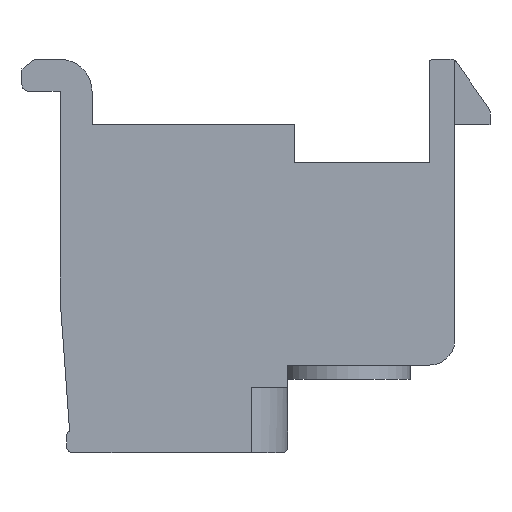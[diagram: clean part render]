
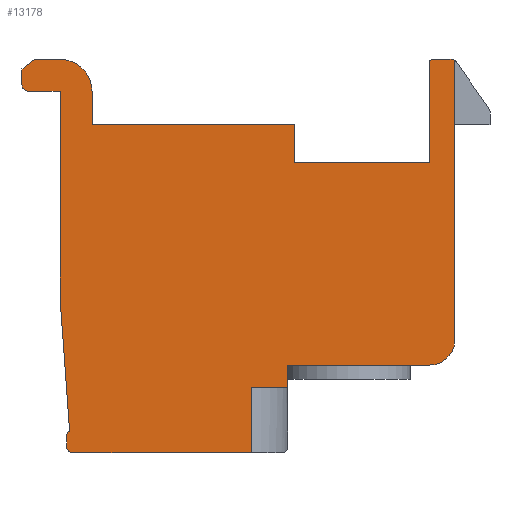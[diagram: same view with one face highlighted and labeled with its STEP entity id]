
A CAD part, front view. The second image highlights one B-rep face of the part: STEP entity #13178.
In plain terms, the highlighted planar face has unit normal (0, -1, 0).
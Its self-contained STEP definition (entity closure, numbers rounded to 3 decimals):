
#1=CARTESIAN_POINT('',(5.45,0.,-2.625));
#2=DIRECTION('',(0.,1.,0.));
#3=DIRECTION('',(1.,0.,0.));
#4=AXIS2_PLACEMENT_3D('',#1,#2,#3);
#6=DIRECTION('',(-1.,0.,0.));
#7=VECTOR('',#6,4.45);
#8=CARTESIAN_POINT('',(5.45,0.,-3.425));
#9=LINE('',#8,#7);
#10=DIRECTION('',(0.,0.,-1.));
#11=VECTOR('',#10,0.7);
#12=CARTESIAN_POINT('',(1.,0.,-3.425));
#13=LINE('',#12,#11);
#14=DIRECTION('',(1.,0.,0.));
#15=VECTOR('',#14,1.15);
#16=CARTESIAN_POINT('',(-0.15,0.,-4.125));
#17=LINE('',#16,#15);
#18=DIRECTION('',(0.,0.,1.));
#19=VECTOR('',#18,2.05);
#20=CARTESIAN_POINT('',(-0.15,0.,-6.175));
#21=LINE('',#20,#19);
#22=DIRECTION('',(-1.,0.,0.));
#23=VECTOR('',#22,5.6);
#24=CARTESIAN_POINT('',(-0.15,0.,-6.175));
#25=LINE('',#24,#23);
#26=CARTESIAN_POINT('',(-5.75,0.,-5.975));
#27=DIRECTION('',(0.,1.,0.));
#28=DIRECTION('',(0.,0.,-1.));
#29=AXIS2_PLACEMENT_3D('',#26,#27,#28);
#31=DIRECTION('',(0.,0.,1.));
#32=VECTOR('',#31,0.3);
#33=CARTESIAN_POINT('',(-5.95,0.,-5.975));
#34=LINE('',#33,#32);
#35=CARTESIAN_POINT('',(-5.75,0.,-5.675));
#36=DIRECTION('',(0.,1.,0.));
#37=DIRECTION('',(-1.,0.,0.));
#38=AXIS2_PLACEMENT_3D('',#35,#36,#37);
#40=DIRECTION('',(-0.072,0.,0.997));
#41=VECTOR('',#40,4.13);
#42=CARTESIAN_POINT('',(-5.854,0.,-5.504));
#43=LINE('',#42,#41);
#44=DIRECTION('',(0.,0.,1.));
#45=VECTOR('',#44,6.56);
#46=CARTESIAN_POINT('',(-6.15,0.,-1.385));
#47=LINE('',#46,#45);
#48=DIRECTION('',(-1.,0.,0.));
#49=VECTOR('',#48,1.);
#50=CARTESIAN_POINT('',(-6.15,0.,5.175));
#51=LINE('',#50,#49);
#52=CARTESIAN_POINT('',(-7.15,0.,5.375));
#53=DIRECTION('',(0.,1.,0.));
#54=DIRECTION('',(0.,0.,-1.));
#55=AXIS2_PLACEMENT_3D('',#52,#53,#54);
#57=DIRECTION('',(0.,0.,1.));
#58=VECTOR('',#57,0.5);
#59=CARTESIAN_POINT('',(-7.35,0.,5.375));
#60=LINE('',#59,#58);
#61=DIRECTION('',(0.785,0.,0.619));
#62=VECTOR('',#61,0.485);
#63=CARTESIAN_POINT('',(-7.35,0.,5.875));
#64=LINE('',#63,#62);
#65=DIRECTION('',(1.,0.,0.));
#66=VECTOR('',#65,0.819);
#67=CARTESIAN_POINT('',(-6.969,0.,6.175));
#68=LINE('',#67,#66);
#69=CARTESIAN_POINT('',(-6.15,0.,5.175));
#70=DIRECTION('',(0.,1.,0.));
#71=DIRECTION('',(0.,0.,1.));
#72=AXIS2_PLACEMENT_3D('',#69,#70,#71);
#74=DIRECTION('',(0.,0.,-1.));
#75=VECTOR('',#74,1.05);
#76=CARTESIAN_POINT('',(-5.15,0.,5.175));
#77=LINE('',#76,#75);
#78=DIRECTION('',(1.,0.,0.));
#79=VECTOR('',#78,6.35);
#80=CARTESIAN_POINT('',(-5.15,0.,4.125));
#81=LINE('',#80,#79);
#82=DIRECTION('',(0.,0.,-1.));
#83=VECTOR('',#82,1.2);
#84=CARTESIAN_POINT('',(1.2,0.,4.125));
#85=LINE('',#84,#83);
#86=DIRECTION('',(1.,0.,0.));
#87=VECTOR('',#86,4.25);
#88=CARTESIAN_POINT('',(1.2,0.,2.925));
#89=LINE('',#88,#87);
#90=DIRECTION('',(0.,0.,1.));
#91=VECTOR('',#90,3.213);
#92=CARTESIAN_POINT('',(5.45,0.,2.925));
#93=LINE('',#92,#91);
#94=CARTESIAN_POINT('',(5.565,0.,5.975));
#95=DIRECTION('',(0.,1.,0.));
#96=DIRECTION('',(-0.577,0.,0.816));
#97=AXIS2_PLACEMENT_3D('',#94,#95,#96);
#99=DIRECTION('',(1.,0.,0.));
#100=VECTOR('',#99,0.626);
#101=CARTESIAN_POINT('',(5.565,0.,6.175));
#102=LINE('',#101,#100);
#103=CARTESIAN_POINT('',(6.127,0.,5.986));
#104=DIRECTION('',(0.,1.,0.));
#105=DIRECTION('',(0.32,0.,0.947));
#106=AXIS2_PLACEMENT_3D('',#103,#104,#105);
#116=DIRECTION('',(0.,0.,1.));
#117=VECTOR('',#116,8.768);
#118=CARTESIAN_POINT('',(6.25,0.,-2.625));
#119=LINE('',#118,#117);
#10042=CARTESIAN_POINT('',(6.25,0.,-2.625));
#10043=CARTESIAN_POINT('',(5.45,0.,-3.425));
#10044=VERTEX_POINT('',#10042);
#10045=VERTEX_POINT('',#10043);
#10046=CARTESIAN_POINT('',(1.,0.,-3.425));
#10047=VERTEX_POINT('',#10046);
#10048=CARTESIAN_POINT('',(-5.75,0.,-6.175));
#10049=CARTESIAN_POINT('',(-5.95,0.,-5.975));
#10050=VERTEX_POINT('',#10048);
#10051=VERTEX_POINT('',#10049);
#10052=CARTESIAN_POINT('',(-5.95,0.,-5.675));
#10053=VERTEX_POINT('',#10052);
#10054=CARTESIAN_POINT('',(-5.854,0.,-5.504));
#10055=VERTEX_POINT('',#10054);
#10056=CARTESIAN_POINT('',(-6.15,0.,-1.385));
#10057=VERTEX_POINT('',#10056);
#10058=CARTESIAN_POINT('',(-6.15,0.,5.175));
#10059=VERTEX_POINT('',#10058);
#10060=CARTESIAN_POINT('',(-7.15,0.,5.175));
#10061=VERTEX_POINT('',#10060);
#10062=CARTESIAN_POINT('',(-7.35,0.,5.375));
#10063=VERTEX_POINT('',#10062);
#10064=CARTESIAN_POINT('',(-7.35,0.,5.875));
#10065=VERTEX_POINT('',#10064);
#10066=CARTESIAN_POINT('',(-6.969,0.,6.175));
#10067=VERTEX_POINT('',#10066);
#10068=CARTESIAN_POINT('',(-6.15,0.,6.175));
#10069=VERTEX_POINT('',#10068);
#10070=CARTESIAN_POINT('',(-5.15,0.,5.175));
#10071=VERTEX_POINT('',#10070);
#10072=CARTESIAN_POINT('',(-5.15,0.,4.125));
#10073=VERTEX_POINT('',#10072);
#10074=CARTESIAN_POINT('',(1.2,0.,4.125));
#10075=VERTEX_POINT('',#10074);
#10076=CARTESIAN_POINT('',(1.2,0.,2.925));
#10077=VERTEX_POINT('',#10076);
#10078=CARTESIAN_POINT('',(5.45,0.,2.925));
#10079=VERTEX_POINT('',#10078);
#10080=CARTESIAN_POINT('',(5.45,0.,6.138));
#10081=VERTEX_POINT('',#10080);
#10082=CARTESIAN_POINT('',(5.565,0.,6.175));
#10083=VERTEX_POINT('',#10082);
#10084=CARTESIAN_POINT('',(6.191,0.,6.175));
#10085=VERTEX_POINT('',#10084);
#10686=CARTESIAN_POINT('',(-0.15,0.,-6.175));
#10687=CARTESIAN_POINT('',(-0.15,0.,-4.125));
#10688=VERTEX_POINT('',#10686);
#10689=VERTEX_POINT('',#10687);
#10690=CARTESIAN_POINT('',(1.,0.,-4.125));
#10691=VERTEX_POINT('',#10690);
#10710=CARTESIAN_POINT('',(6.25,0.,6.143));
#10712=VERTEX_POINT('',#10710);
#13119=CARTESIAN_POINT('',(0.,0.,0.));
#13120=DIRECTION('',(0.,1.,0.));
#13121=DIRECTION('',(1.,0.,0.));
#13122=AXIS2_PLACEMENT_3D('',#13119,#13120,#13121);
#13123=PLANE('',#13122);
#13125=ORIENTED_EDGE('',*,*,#13124,.F.);
#13127=ORIENTED_EDGE('',*,*,#13126,.T.);
#13129=ORIENTED_EDGE('',*,*,#13128,.T.);
#13131=ORIENTED_EDGE('',*,*,#13130,.T.);
#13133=ORIENTED_EDGE('',*,*,#13132,.F.);
#13135=ORIENTED_EDGE('',*,*,#13134,.F.);
#13137=ORIENTED_EDGE('',*,*,#13136,.T.);
#13139=ORIENTED_EDGE('',*,*,#13138,.T.);
#13141=ORIENTED_EDGE('',*,*,#13140,.T.);
#13143=ORIENTED_EDGE('',*,*,#13142,.T.);
#13145=ORIENTED_EDGE('',*,*,#13144,.T.);
#13147=ORIENTED_EDGE('',*,*,#13146,.T.);
#13149=ORIENTED_EDGE('',*,*,#13148,.T.);
#13151=ORIENTED_EDGE('',*,*,#13150,.T.);
#13153=ORIENTED_EDGE('',*,*,#13152,.T.);
#13155=ORIENTED_EDGE('',*,*,#13154,.T.);
#13157=ORIENTED_EDGE('',*,*,#13156,.T.);
#13159=ORIENTED_EDGE('',*,*,#13158,.T.);
#13161=ORIENTED_EDGE('',*,*,#13160,.T.);
#13163=ORIENTED_EDGE('',*,*,#13162,.T.);
#13165=ORIENTED_EDGE('',*,*,#13164,.T.);
#13167=ORIENTED_EDGE('',*,*,#13166,.T.);
#13169=ORIENTED_EDGE('',*,*,#13168,.T.);
#13171=ORIENTED_EDGE('',*,*,#13170,.T.);
#13173=ORIENTED_EDGE('',*,*,#13172,.T.);
#13175=ORIENTED_EDGE('',*,*,#13174,.T.);
#13176=EDGE_LOOP('',(#13125,#13127,#13129,#13131,#13133,#13135,#13137,#13139,
#13141,#13143,#13145,#13147,#13149,#13151,#13153,#13155,#13157,#13159,#13161,
#13163,#13165,#13167,#13169,#13171,#13173,#13175));
#13177=FACE_OUTER_BOUND('',#13176,.F.);
#13178=ADVANCED_FACE('',(#13177),#13123,.F.);
#5=CIRCLE('',#4,0.8);
#30=CIRCLE('',#29,0.2);
#39=CIRCLE('',#38,0.2);
#56=CIRCLE('',#55,0.2);
#73=CIRCLE('',#72,1.);
#98=CIRCLE('',#97,0.2);
#107=CIRCLE('',#106,0.2);
#13124=EDGE_CURVE('',#10044,#10712,#119,.T.);
#13126=EDGE_CURVE('',#10044,#10045,#5,.T.);
#13128=EDGE_CURVE('',#10045,#10047,#9,.T.);
#13130=EDGE_CURVE('',#10047,#10691,#13,.T.);
#13132=EDGE_CURVE('',#10689,#10691,#17,.T.);
#13134=EDGE_CURVE('',#10688,#10689,#21,.T.);
#13136=EDGE_CURVE('',#10688,#10050,#25,.T.);
#13138=EDGE_CURVE('',#10050,#10051,#30,.T.);
#13140=EDGE_CURVE('',#10051,#10053,#34,.T.);
#13142=EDGE_CURVE('',#10053,#10055,#39,.T.);
#13144=EDGE_CURVE('',#10055,#10057,#43,.T.);
#13146=EDGE_CURVE('',#10057,#10059,#47,.T.);
#13148=EDGE_CURVE('',#10059,#10061,#51,.T.);
#13150=EDGE_CURVE('',#10061,#10063,#56,.T.);
#13152=EDGE_CURVE('',#10063,#10065,#60,.T.);
#13154=EDGE_CURVE('',#10065,#10067,#64,.T.);
#13156=EDGE_CURVE('',#10067,#10069,#68,.T.);
#13158=EDGE_CURVE('',#10069,#10071,#73,.T.);
#13160=EDGE_CURVE('',#10071,#10073,#77,.T.);
#13162=EDGE_CURVE('',#10073,#10075,#81,.T.);
#13164=EDGE_CURVE('',#10075,#10077,#85,.T.);
#13166=EDGE_CURVE('',#10077,#10079,#89,.T.);
#13168=EDGE_CURVE('',#10079,#10081,#93,.T.);
#13170=EDGE_CURVE('',#10081,#10083,#98,.T.);
#13172=EDGE_CURVE('',#10083,#10085,#102,.T.);
#13174=EDGE_CURVE('',#10085,#10712,#107,.T.);
